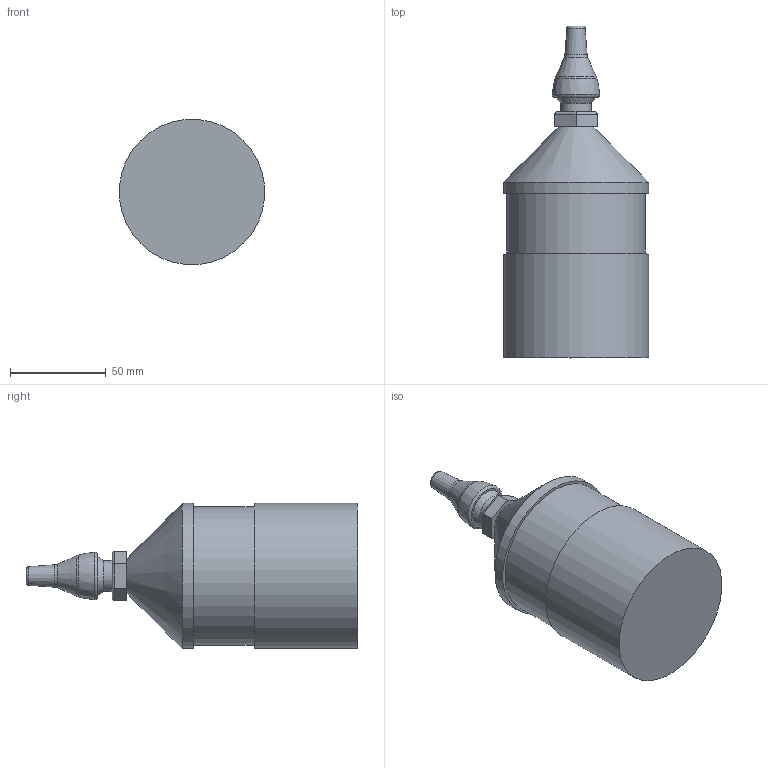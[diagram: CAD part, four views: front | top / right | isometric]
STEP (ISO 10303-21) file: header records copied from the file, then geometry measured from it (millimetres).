
FILE_DESCRIPTION(/* description */ (''),/* implementation_level */ '2;1');
FILE_NAME(/* name */ 'NAS3P010_A.stp',/* time_stamp */ '2018-03-27T14:32:13-04:00',/* author */ ('James'),/* organization */ (''),/* preprocessor_version */ 'ST-DEVELOPER v16.5',/* originating_system */ 'Autodesk Inventor 2017',/* authorisation */ '');
FILE_SCHEMA (('AUTOMOTIVE_DESIGN { 1 0 10303 214 3 1 1 }'));
Length unit declared in the file: inch
Products named in the file (1): NAS3P010_A
Bounding box: 75.96 x 173.71 x 75.96 mm (x, y, z)
Volume: 477783.6 mm3; surface area: 36642.4 mm2
Topology: 1 solids, 1 shells, 32 faces, 64 edges, 40 vertices
Faces by surface type: plane 13, cylinder 10, cone 3, torus 3, bspline 2, sphere 1
Full cylindrical faces by diameter (mm): 16.256 x1, 72.898 x1, 76.2 x2
Entity records: 899 total; most frequent: CARTESIAN_POINT 181, DIRECTION 140, ORIENTED_EDGE 106, AXIS2_PLACEMENT_3D 58, EDGE_CURVE 53, EDGE_LOOP 48, VERTEX_POINT 39, STYLED_ITEM 33
